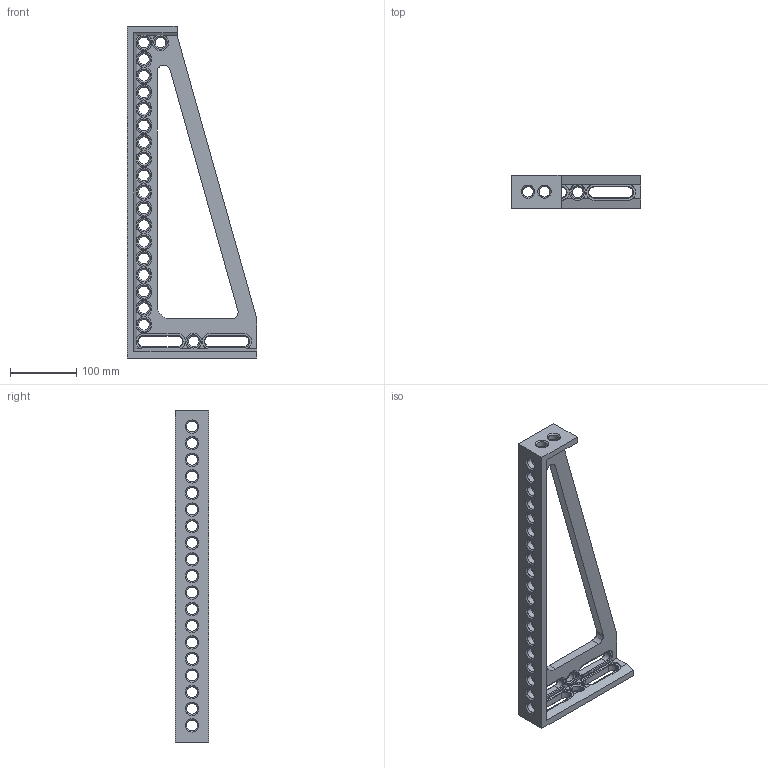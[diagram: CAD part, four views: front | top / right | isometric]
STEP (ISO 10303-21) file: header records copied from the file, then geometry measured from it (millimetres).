
FILE_DESCRIPTION(('STEP AP214'),'1');
FILE_NAME('160136.STP','2011-09-09T10:12:54',(' '),(' '),'Spatial InterOp 3D',' ',' ');
FILE_SCHEMA(('automotive_design'));
Length unit declared in the file: millimetre
Products named in the file (1): gerades Prisma
Bounding box: 195 x 50 x 500 mm (x, y, z)
Volume: 742068.7 mm3; surface area: 178690 mm2
Topology: 1 solids, 1 shells, 535 faces, 1305 edges, 772 vertices
Faces by surface type: cylinder 208, cone 200, plane 127
Entity records: 20181 total; most frequent: DIRECTION 3098, CARTESIAN_POINT 2613, ORIENTED_EDGE 2610, EDGE_CURVE 1305, AXIS2_PLACEMENT_3D 1257, VERTEX_POINT 772, EDGE_LOOP 629, CIRCLE 627
